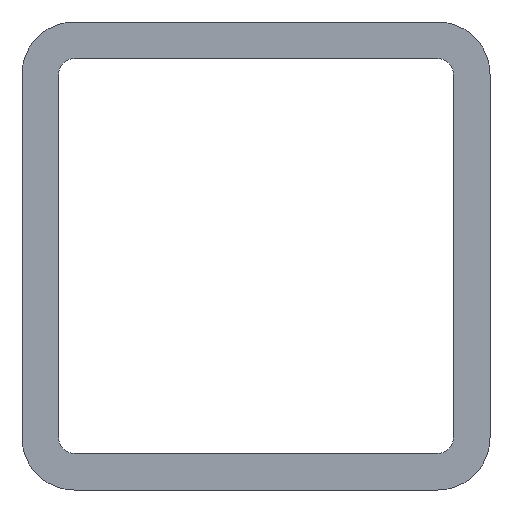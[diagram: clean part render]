
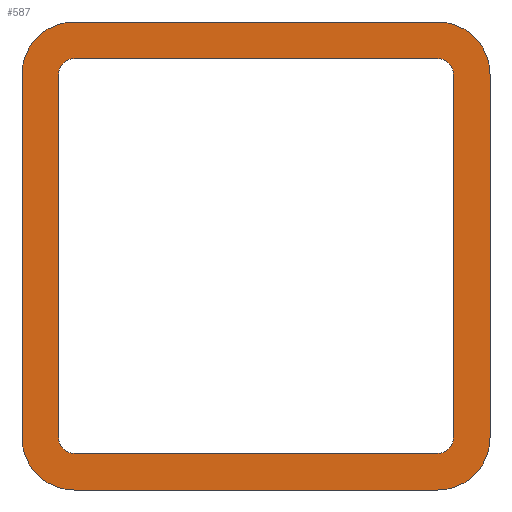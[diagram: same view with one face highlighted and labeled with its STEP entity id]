
A CAD part, front view. The second image highlights one B-rep face of the part: STEP entity #587.
In plain terms, the highlighted planar face has unit normal (0, -1, 0).
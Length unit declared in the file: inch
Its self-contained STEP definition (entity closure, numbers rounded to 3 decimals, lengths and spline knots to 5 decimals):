
#35=CARTESIAN_POINT('',(-0.633,-2.367,-0.583));
#36=VERTEX_POINT('',#35);
#43=CARTESIAN_POINT('',(-0.583,-2.367,-0.633));
#44=VERTEX_POINT('',#43);
#45=CARTESIAN_POINT('',(-0.583,-2.367,-0.583));
#46=DIRECTION('',(0.,-1.,0.));
#47=DIRECTION('',(0.,0.,-1.));
#48=AXIS2_PLACEMENT_3D('',#45,#46,#47);
#49=CIRCLE('',#48,0.05);
#50=EDGE_CURVE('',#36,#44,#49,.T.);
#74=CARTESIAN_POINT('',(-0.633,-2.367,0.583));
#75=VERTEX_POINT('',#74);
#82=CARTESIAN_POINT('',(-0.633,-2.367,0.583));
#83=DIRECTION('',(0.,0.,-1.));
#84=VECTOR('',#83,1.);
#85=LINE('',#82,#84);
#86=EDGE_CURVE('',#75,#36,#85,.T.);
#106=CARTESIAN_POINT('',(-0.583,-2.367,0.633));
#107=VERTEX_POINT('',#106);
#114=CARTESIAN_POINT('',(-0.583,-2.367,0.583));
#115=DIRECTION('',(0.,-1.,0.));
#116=DIRECTION('',(-1.,0.,0.));
#117=AXIS2_PLACEMENT_3D('',#114,#115,#116);
#118=CIRCLE('',#117,0.05);
#119=EDGE_CURVE('',#107,#75,#118,.T.);
#138=CARTESIAN_POINT('',(0.583,-2.367,0.633));
#139=VERTEX_POINT('',#138);
#146=CARTESIAN_POINT('',(0.583,-2.367,0.633));
#147=DIRECTION('',(-1.,0.,0.));
#148=VECTOR('',#147,1.);
#149=LINE('',#146,#148);
#150=EDGE_CURVE('',#139,#107,#149,.T.);
#170=CARTESIAN_POINT('',(0.633,-2.367,0.583));
#171=VERTEX_POINT('',#170);
#178=CARTESIAN_POINT('',(0.583,-2.367,0.583));
#179=DIRECTION('',(0.,-1.,0.));
#180=DIRECTION('',(-1.,0.,0.));
#181=AXIS2_PLACEMENT_3D('',#178,#179,#180);
#182=CIRCLE('',#181,0.05);
#183=EDGE_CURVE('',#171,#139,#182,.T.);
#202=CARTESIAN_POINT('',(0.633,-2.367,-0.583));
#203=VERTEX_POINT('',#202);
#210=CARTESIAN_POINT('',(0.633,-2.367,-0.583));
#211=DIRECTION('',(0.,0.,1.));
#212=VECTOR('',#211,1.);
#213=LINE('',#210,#212);
#214=EDGE_CURVE('',#203,#171,#213,.T.);
#234=CARTESIAN_POINT('',(0.583,-2.367,-0.633));
#235=VERTEX_POINT('',#234);
#242=CARTESIAN_POINT('',(0.583,-2.367,-0.583));
#243=DIRECTION('',(0.,-1.,0.));
#244=DIRECTION('',(0.,0.,1.));
#245=AXIS2_PLACEMENT_3D('',#242,#243,#244);
#246=CIRCLE('',#245,0.05);
#247=EDGE_CURVE('',#235,#203,#246,.T.);
#265=CARTESIAN_POINT('',(-0.583,-2.367,-0.633));
#266=DIRECTION('',(1.,0.,0.));
#267=VECTOR('',#266,1.);
#268=LINE('',#265,#267);
#269=EDGE_CURVE('',#44,#235,#268,.T.);
#291=CARTESIAN_POINT('',(-0.75,-2.367,0.583));
#292=VERTEX_POINT('',#291);
#299=CARTESIAN_POINT('',(-0.583,-2.367,0.75));
#300=VERTEX_POINT('',#299);
#301=CARTESIAN_POINT('',(-0.583,-2.367,0.583));
#302=DIRECTION('',(0.,1.,0.));
#303=DIRECTION('',(0.,0.,-1.));
#304=AXIS2_PLACEMENT_3D('',#301,#302,#303);
#305=CIRCLE('',#304,0.167);
#306=EDGE_CURVE('',#292,#300,#305,.T.);
#330=CARTESIAN_POINT('',(-0.75,-2.367,-0.583));
#331=VERTEX_POINT('',#330);
#338=CARTESIAN_POINT('',(-0.75,-2.367,0.583));
#339=DIRECTION('',(0.,0.,1.));
#340=VECTOR('',#339,1.);
#341=LINE('',#338,#340);
#342=EDGE_CURVE('',#331,#292,#341,.T.);
#362=CARTESIAN_POINT('',(-0.583,-2.367,-0.75));
#363=VERTEX_POINT('',#362);
#370=CARTESIAN_POINT('',(-0.583,-2.367,-0.583));
#371=DIRECTION('',(0.,1.,0.));
#372=DIRECTION('',(1.,0.,0.));
#373=AXIS2_PLACEMENT_3D('',#370,#371,#372);
#374=CIRCLE('',#373,0.167);
#375=EDGE_CURVE('',#363,#331,#374,.T.);
#394=CARTESIAN_POINT('',(0.583,-2.367,-0.75));
#395=VERTEX_POINT('',#394);
#402=CARTESIAN_POINT('',(-0.583,-2.367,-0.75));
#403=DIRECTION('',(-1.,0.,0.));
#404=VECTOR('',#403,1.);
#405=LINE('',#402,#404);
#406=EDGE_CURVE('',#395,#363,#405,.T.);
#426=CARTESIAN_POINT('',(0.75,-2.367,-0.583));
#427=VERTEX_POINT('',#426);
#434=CARTESIAN_POINT('',(0.583,-2.367,-0.583));
#435=DIRECTION('',(0.,1.,0.));
#436=DIRECTION('',(0.,0.,1.));
#437=AXIS2_PLACEMENT_3D('',#434,#435,#436);
#438=CIRCLE('',#437,0.167);
#439=EDGE_CURVE('',#427,#395,#438,.T.);
#458=CARTESIAN_POINT('',(0.75,-2.367,0.583));
#459=VERTEX_POINT('',#458);
#466=CARTESIAN_POINT('',(0.75,-2.367,-0.583));
#467=DIRECTION('',(0.,0.,-1.));
#468=VECTOR('',#467,1.);
#469=LINE('',#466,#468);
#470=EDGE_CURVE('',#459,#427,#469,.T.);
#490=CARTESIAN_POINT('',(0.583,-2.367,0.75));
#491=VERTEX_POINT('',#490);
#498=CARTESIAN_POINT('',(0.583,-2.367,0.583));
#499=DIRECTION('',(0.,1.,0.));
#500=DIRECTION('',(-1.,0.,0.));
#501=AXIS2_PLACEMENT_3D('',#498,#499,#500);
#502=CIRCLE('',#501,0.167);
#503=EDGE_CURVE('',#491,#459,#502,.T.);
#521=CARTESIAN_POINT('',(0.583,-2.367,0.75));
#522=DIRECTION('',(1.,0.,0.));
#523=VECTOR('',#522,1.);
#524=LINE('',#521,#523);
#525=EDGE_CURVE('',#300,#491,#524,.T.);
#562=ORIENTED_EDGE('',*,*,#503,.F.);
#563=ORIENTED_EDGE('',*,*,#525,.F.);
#564=ORIENTED_EDGE('',*,*,#306,.F.);
#565=ORIENTED_EDGE('',*,*,#342,.F.);
#566=ORIENTED_EDGE('',*,*,#375,.F.);
#567=ORIENTED_EDGE('',*,*,#406,.F.);
#568=ORIENTED_EDGE('',*,*,#439,.F.);
#569=ORIENTED_EDGE('',*,*,#470,.F.);
#570=EDGE_LOOP('',(#562,#563,#564,#565,#566,#567,#568,#569));
#571=FACE_OUTER_BOUND('',#570,.T.);
#572=ORIENTED_EDGE('',*,*,#247,.F.);
#573=ORIENTED_EDGE('',*,*,#269,.F.);
#574=ORIENTED_EDGE('',*,*,#50,.F.);
#575=ORIENTED_EDGE('',*,*,#86,.F.);
#576=ORIENTED_EDGE('',*,*,#119,.F.);
#577=ORIENTED_EDGE('',*,*,#150,.F.);
#578=ORIENTED_EDGE('',*,*,#183,.F.);
#579=ORIENTED_EDGE('',*,*,#214,.F.);
#580=EDGE_LOOP('',(#572,#573,#574,#575,#576,#577,#578,#579));
#581=FACE_BOUND('',#580,.T.);
#582=CARTESIAN_POINT('',(0.21883,-2.367,0.75));
#583=DIRECTION('',(0.,1.,0.));
#584=DIRECTION('',(-1.,0.,0.));
#585=AXIS2_PLACEMENT_3D('',#582,#583,#584);
#586=PLANE('',#585);
#587=ADVANCED_FACE('',(#571,#581),#586,.F.);
